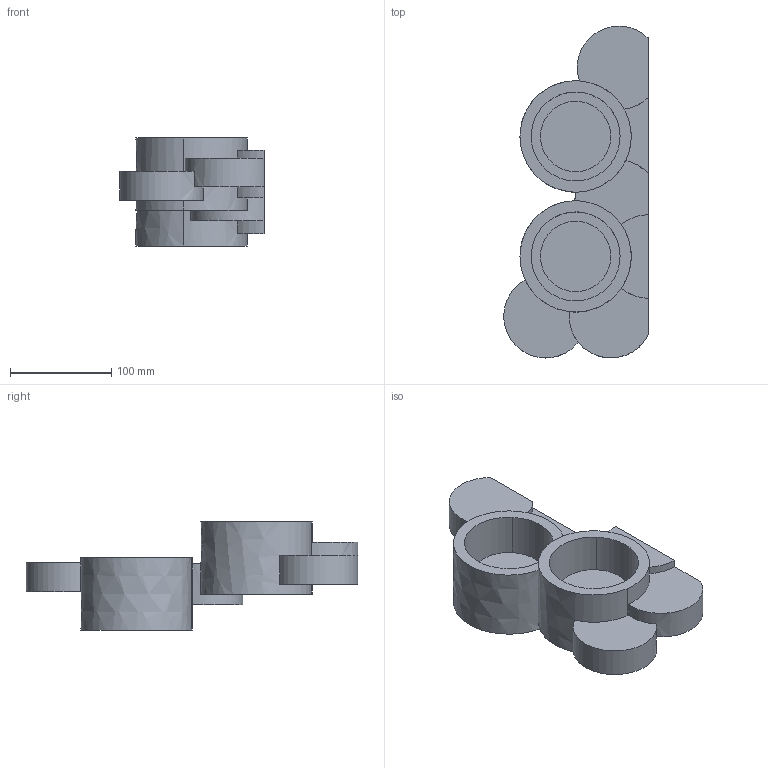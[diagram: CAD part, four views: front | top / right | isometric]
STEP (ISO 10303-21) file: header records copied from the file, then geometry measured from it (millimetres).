
FILE_DESCRIPTION(/* description */ (''),/* implementation_level */ '2;1');
FILE_NAME(/* name */ 'T320_C~1',/* time_stamp */ '2020-02-27T15:32:23+01:00',/* author */ (''),/* organization */ (''),/* preprocessor_version */ 'ST-DEVELOPER v15',/* originating_system */ '',/* authorisation */ '');
FILE_SCHEMA (('AUTOMOTIVE_DESIGN'));
Length unit declared in the file: centimetre
Products named in the file (1): Document
Bounding box: 142.64 x 328.2 x 106.78 mm (x, y, z)
Volume: 209432 mm3; surface area: 192993.3 mm2
Topology: 2 solids, 4 shells, 48 faces, 140 edges, 100 vertices
Faces by surface type: bspline 25, plane 23
Entity records: 1576 total; most frequent: CARTESIAN_POINT 810, ORIENTED_EDGE 240, EDGE_CURVE 140, VERTEX_POINT 100, EDGE_LOOP 50, ADVANCED_FACE 48, FACE_OUTER_BOUND 48, DIRECTION 29
